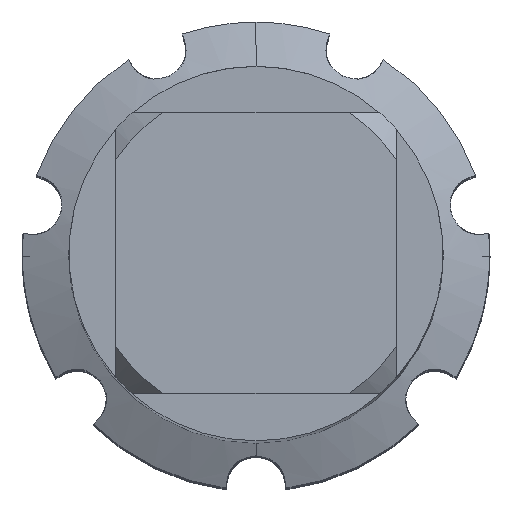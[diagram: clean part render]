
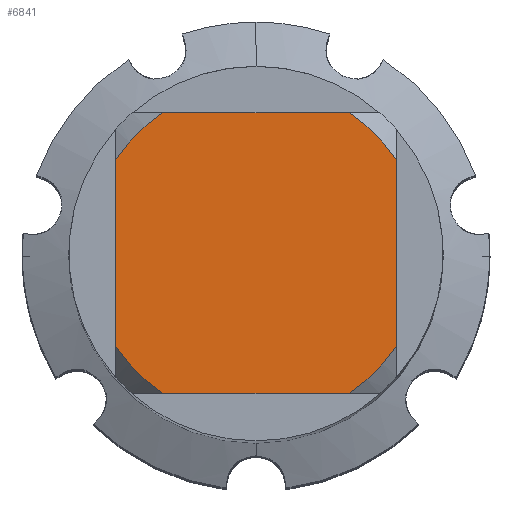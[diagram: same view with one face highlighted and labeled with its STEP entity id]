
A CAD part, top view. The second image highlights one B-rep face of the part: STEP entity #6841.
In plain terms, the highlighted planar face has unit normal (0, 0, 1).
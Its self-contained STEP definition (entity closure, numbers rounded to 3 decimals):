
#4781=VERTEX_POINT('',#13919);
#6841=ADVANCED_FACE('',(#16174),#16175,.T.);
#7673=VERTEX_POINT('',#17079);
#7719=VERTEX_POINT('',#17128);
#8067=VERTEX_POINT('',#17505);
#8077=EDGE_CURVE('',#4781,#7719,#17516,.T.);
#9125=EDGE_CURVE('',#11553,#8067,#18655,.T.);
#10885=EDGE_CURVE('',#11439,#10945,#20568,.T.);
#10909=EDGE_CURVE('',#7673,#7719,#20593,.T.);
#10945=VERTEX_POINT('',#20634);
#11439=VERTEX_POINT('',#21175);
#11551=VERTEX_POINT('',#21294);
#11553=VERTEX_POINT('',#21296);
#12097=EDGE_CURVE('',#11439,#11551,#21884,.T.);
#12415=EDGE_CURVE('',#11553,#11551,#22225,.T.);
#13393=EDGE_CURVE('',#4781,#8067,#23293,.T.);
#13663=EDGE_CURVE('',#7673,#10945,#23576,.T.);
#13919=CARTESIAN_POINT('',(3.98,6.0,0.0));
#16174=FACE_OUTER_BOUND('',#28825,.T.);
#16175=PLANE('',#28826);
#17079=CARTESIAN_POINT('',(-6.0,3.98,0.0));
#17128=CARTESIAN_POINT('',(-3.98,6.0,0.0));
#17505=CARTESIAN_POINT('',(6.0,3.98,0.0));
#17516=LINE('',#31548,#31549);
#18655=LINE('',#34208,#34209);
#20568=CIRCLE('',#38088,7.2);
#20593=CIRCLE('',#38138,7.2);
#20634=CARTESIAN_POINT('',(-6.0,-3.98,0.0));
#21175=CARTESIAN_POINT('',(-3.98,-6.0,0.0));
#21294=CARTESIAN_POINT('',(3.98,-6.0,0.0));
#21296=CARTESIAN_POINT('',(6.0,-3.98,0.0));
#21884=LINE('',#40705,#40706);
#22225=CIRCLE('',#41413,7.2);
#23293=CIRCLE('',#43494,7.2);
#23576=LINE('',#44264,#44265);
#28825=EDGE_LOOP('',(#47090,#47091,#47092,#47093,#47094,#47095,#47096,#47097));
#28826=AXIS2_PLACEMENT_3D('',#47098,#47099,#47100);
#31548=CARTESIAN_POINT('',(0.0,6.0,0.0));
#31549=VECTOR('',#48480,1.0);
#34208=CARTESIAN_POINT('',(6.0,1.8,0.0));
#34209=VECTOR('',#49651,1.0);
#38088=AXIS2_PLACEMENT_3D('',#51855,#51856,#51857);
#38138=AXIS2_PLACEMENT_3D('',#51886,#51887,#51888);
#40705=CARTESIAN_POINT('',(0.0,-6.0,0.0));
#40706=VECTOR('',#53272,1.0);
#41413=AXIS2_PLACEMENT_3D('',#53584,#53585,#53586);
#43494=AXIS2_PLACEMENT_3D('',#54861,#54862,#54863);
#44264=CARTESIAN_POINT('',(-6.0,1.8,0.0));
#44265=VECTOR('',#55061,1.0);
#47090=ORIENTED_EDGE('',*,*,#13663,.T.);
#47091=ORIENTED_EDGE('',*,*,#10885,.F.);
#47092=ORIENTED_EDGE('',*,*,#12097,.T.);
#47093=ORIENTED_EDGE('',*,*,#12415,.F.);
#47094=ORIENTED_EDGE('',*,*,#9125,.T.);
#47095=ORIENTED_EDGE('',*,*,#13393,.F.);
#47096=ORIENTED_EDGE('',*,*,#8077,.T.);
#47097=ORIENTED_EDGE('',*,*,#10909,.F.);
#47098=CARTESIAN_POINT('',(0.0,3.6,0.0));
#47099=DIRECTION('',(-0.0,0.0,1.0));
#47100=DIRECTION('',(0.0,-1.0,0.0));
#48480=DIRECTION('',(-1.0,0.0,0.0));
#49651=DIRECTION('',(-0.0,1.0,0.0));
#51855=CARTESIAN_POINT('',(0.0,0.0,0.0));
#51856=DIRECTION('',(0.0,0.0,-1.0));
#51857=DIRECTION('',(0.0,1.0,0.0));
#51886=CARTESIAN_POINT('',(0.0,0.0,0.0));
#51887=DIRECTION('',(0.0,0.0,-1.0));
#51888=DIRECTION('',(0.0,1.0,0.0));
#53272=DIRECTION('',(1.0,0.0,0.0));
#53584=CARTESIAN_POINT('',(0.0,0.0,0.0));
#53585=DIRECTION('',(0.0,0.0,-1.0));
#53586=DIRECTION('',(0.0,1.0,0.0));
#54861=CARTESIAN_POINT('',(0.0,0.0,0.0));
#54862=DIRECTION('',(0.0,0.0,-1.0));
#54863=DIRECTION('',(0.0,1.0,0.0));
#55061=DIRECTION('',(-0.0,-1.0,0.0));
